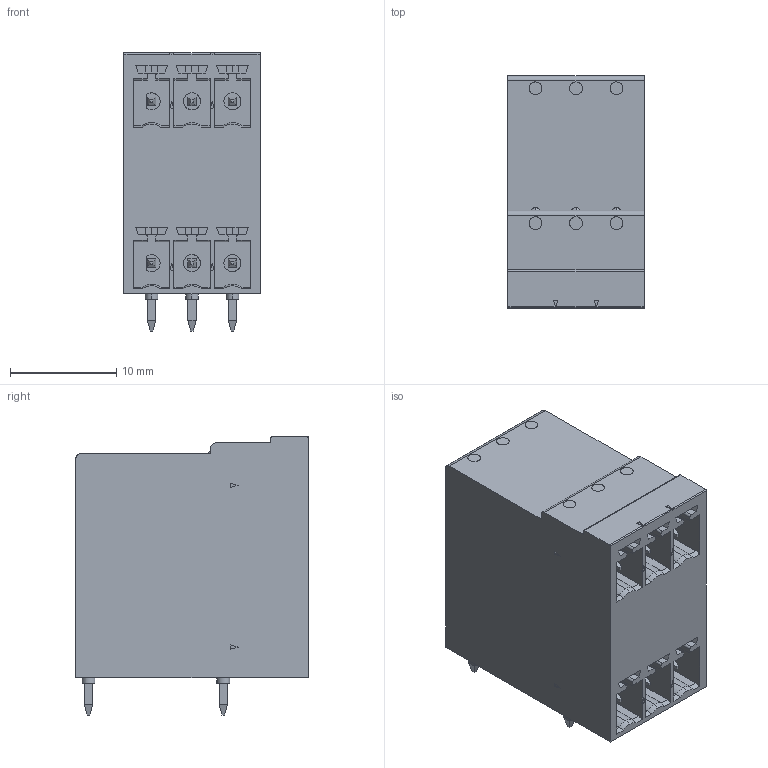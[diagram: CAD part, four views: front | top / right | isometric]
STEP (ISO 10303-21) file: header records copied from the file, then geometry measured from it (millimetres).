
FILE_DESCRIPTION(/* description */ (''),/* implementation_level */ '2;1');
FILE_NAME(/* name */ 'tblock2x3_3_81',/* time_stamp */ '2020-01-16T12:39:05-03:00',/* author */ (''),/* organization */ (''),/* preprocessor_version */ 'ST-DEVELOPER v10',/* originating_system */ '',/* authorisation */ '');
FILE_SCHEMA (('AUTOMOTIVE_DESIGN'));
Length unit declared in the file: millimetre
Products named in the file (3): 1; 2; 3
Assembly tree (2 placements, depth 3):
  1
    2
      3
Bounding box: 12.82 x 21.9 x 26.2 mm (x, y, z)
Volume: 5437.4 mm3; surface area: 3180.2 mm2
Topology: 1 solids, 1 shells, 443 faces, 1095 edges, 696 vertices
Faces by surface type: plane 347, bspline 96
Entity records: 11775 total; most frequent: CARTESIAN_POINT 4376, ORIENTED_EDGE 2190, EDGE_CURVE 1095, B_SPLINE_CURVE_WITH_KNOTS 882, VERTEX_POINT 696, EDGE_LOOP 485, ADVANCED_FACE 443, FACE_OUTER_BOUND 443
